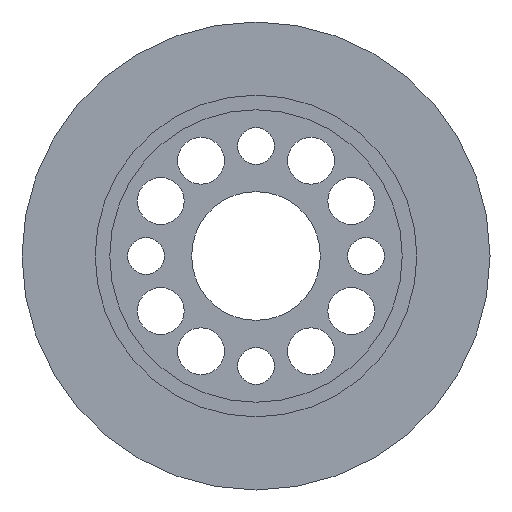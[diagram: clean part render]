
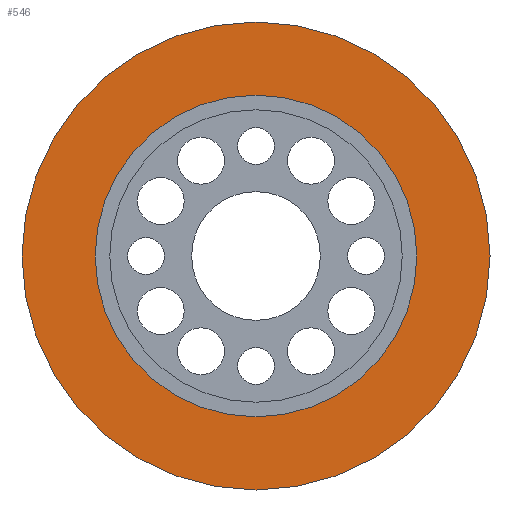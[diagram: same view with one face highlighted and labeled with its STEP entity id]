
A CAD part, front view. The second image highlights one B-rep face of the part: STEP entity #546.
In plain terms, the highlighted planar face has unit normal (0, -1, 0).
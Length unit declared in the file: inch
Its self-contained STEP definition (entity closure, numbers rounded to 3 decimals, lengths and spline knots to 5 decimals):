
#22 = DIRECTION ( 'NONE',  ( 0., 0., -1. ) ) ;
#24 = DIRECTION ( 'NONE',  ( 0., -1., 0. ) ) ;
#32 = CARTESIAN_POINT ( 'NONE',  ( 0., 0.73, 0. ) ) ;
#216 = VERTEX_POINT ( 'NONE', #1184 ) ;
#258 = CARTESIAN_POINT ( 'NONE',  ( 0., 0.73, 1. ) ) ;
#337 = CIRCLE ( 'NONE', #912, 0.6875 ) ;
#350 = CIRCLE ( 'NONE', #1399, 1. ) ;
#400 = ORIENTED_EDGE ( 'NONE', *, *, #584, .T. ) ;
#417 = CIRCLE ( 'NONE', #1217, 1. ) ;
#546 = ADVANCED_FACE ( 'NONE', ( #659, #956 ), #1011, .T. ) ;
#584 = EDGE_CURVE ( 'NONE', #1225, #789, #350, .T. ) ;
#659 = FACE_BOUND ( 'NONE', #740, .T. ) ;
#707 = DIRECTION ( 'NONE',  ( 0., 0., -1. ) ) ;
#718 = DIRECTION ( 'NONE',  ( 0., -1., 0. ) ) ;
#721 = CARTESIAN_POINT ( 'NONE',  ( 0., 0.73, 0. ) ) ;
#740 = EDGE_LOOP ( 'NONE', ( #1400, #1000 ) ) ;
#789 = VERTEX_POINT ( 'NONE', #258 ) ;
#821 = EDGE_LOOP ( 'NONE', ( #400, #1550 ) ) ;
#901 = DIRECTION ( 'NONE',  ( 0., 0., -1. ) ) ;
#905 = DIRECTION ( 'NONE',  ( 0., 0., -1. ) ) ;
#908 = DIRECTION ( 'NONE',  ( 0., -1., 0. ) ) ;
#909 = CARTESIAN_POINT ( 'NONE',  ( 0., 0.73, 0. ) ) ;
#912 = AXIS2_PLACEMENT_3D ( 'NONE', #909, #908, #901 ) ;
#915 = DIRECTION ( 'NONE',  ( 0., -1., 0. ) ) ;
#917 = AXIS2_PLACEMENT_3D ( 'NONE', #930, #928, #926 ) ;
#926 = DIRECTION ( 'NONE',  ( 0., 0., -1. ) ) ;
#928 = DIRECTION ( 'NONE',  ( 0., -1., 0. ) ) ;
#930 = CARTESIAN_POINT ( 'NONE',  ( 0., 0.73, 0. ) ) ;
#931 = EDGE_CURVE ( 'NONE', #789, #1225, #417, .T. ) ;
#943 = CARTESIAN_POINT ( 'NONE',  ( 0., 0.73, 0. ) ) ;
#956 = FACE_OUTER_BOUND ( 'NONE', #821, .T. ) ;
#983 = VERTEX_POINT ( 'NONE', #1535 ) ;
#1000 = ORIENTED_EDGE ( 'NONE', *, *, #1562, .F. ) ;
#1011 = PLANE ( 'NONE',  #1427 ) ;
#1184 = CARTESIAN_POINT ( 'NONE',  ( 0., 0.73, -0.6875 ) ) ;
#1217 = AXIS2_PLACEMENT_3D ( 'NONE', #32, #24, #22 ) ;
#1225 = VERTEX_POINT ( 'NONE', #1320 ) ;
#1289 = CIRCLE ( 'NONE', #917, 0.6875 ) ;
#1320 = CARTESIAN_POINT ( 'NONE',  ( 0., 0.73, -1. ) ) ;
#1399 = AXIS2_PLACEMENT_3D ( 'NONE', #721, #718, #707 ) ;
#1400 = ORIENTED_EDGE ( 'NONE', *, *, #1563, .F. ) ;
#1427 = AXIS2_PLACEMENT_3D ( 'NONE', #943, #915, #905 ) ;
#1535 = CARTESIAN_POINT ( 'NONE',  ( 0., 0.73, 0.6875 ) ) ;
#1550 = ORIENTED_EDGE ( 'NONE', *, *, #931, .T. ) ;
#1562 = EDGE_CURVE ( 'NONE', #983, #216, #1289, .T. ) ;
#1563 = EDGE_CURVE ( 'NONE', #216, #983, #337, .T. ) ;
